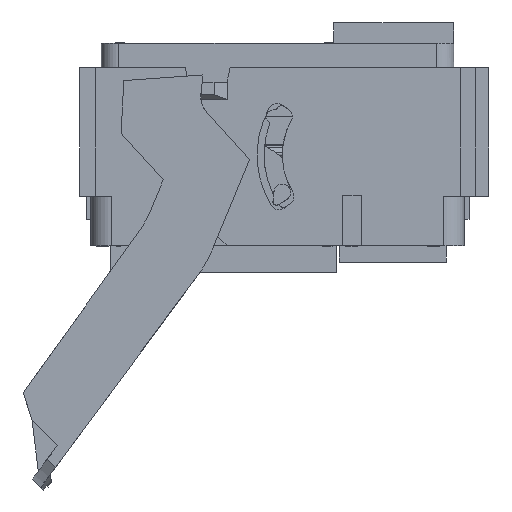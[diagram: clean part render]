
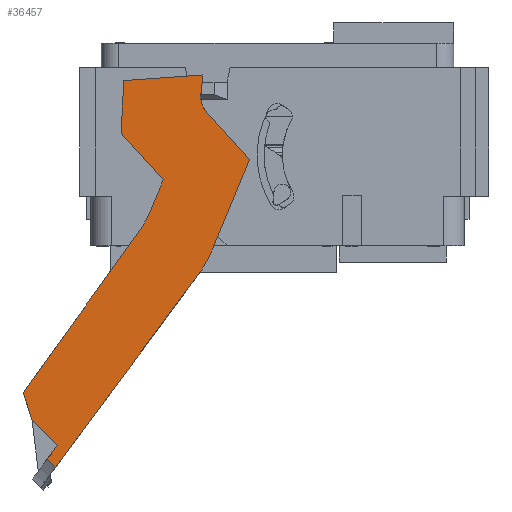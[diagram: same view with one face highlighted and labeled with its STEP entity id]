
A CAD part, front view. The second image highlights one B-rep face of the part: STEP entity #36457.
In plain terms, the highlighted planar face has unit normal (0, -1, 0).
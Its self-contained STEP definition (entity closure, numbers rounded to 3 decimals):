
#31523=FACE_OUTER_BOUND('',#44217,.T.);
#36457=ADVANCED_FACE('',(#31523),#39939,.T.);
#39939=PLANE('',#106001);
#44217=EDGE_LOOP('',(#59971,#59972,#59973,#59974,#59975,#59976,#59977,#59978,
#59979,#59980,#59981,#59982,#59983,#59984,#59985,#59986));
#46988=CIRCLE('',#105951,4.1);
#47002=CIRCLE('',#105999,20.);
#47003=CIRCLE('',#106000,20.);
#59971=ORIENTED_EDGE('',*,*,#81552,.T.);
#59972=ORIENTED_EDGE('',*,*,#81572,.F.);
#59973=ORIENTED_EDGE('',*,*,#81485,.T.);
#59974=ORIENTED_EDGE('',*,*,#81567,.T.);
#59975=ORIENTED_EDGE('',*,*,#81570,.T.);
#59976=ORIENTED_EDGE('',*,*,#81573,.T.);
#59977=ORIENTED_EDGE('',*,*,#81574,.T.);
#59978=ORIENTED_EDGE('',*,*,#81575,.F.);
#59979=ORIENTED_EDGE('',*,*,#81576,.T.);
#59980=ORIENTED_EDGE('',*,*,#81432,.T.);
#59981=ORIENTED_EDGE('',*,*,#81577,.T.);
#59982=ORIENTED_EDGE('',*,*,#81578,.T.);
#59983=ORIENTED_EDGE('',*,*,#81579,.T.);
#59984=ORIENTED_EDGE('',*,*,#81580,.T.);
#59985=ORIENTED_EDGE('',*,*,#81581,.F.);
#59986=ORIENTED_EDGE('',*,*,#81582,.T.);
#72578=VERTEX_POINT('',#140951);
#72579=VERTEX_POINT('',#140953);
#72621=VERTEX_POINT('',#141057);
#72623=VERTEX_POINT('',#141061);
#72670=VERTEX_POINT('',#141196);
#72671=VERTEX_POINT('',#141198);
#72679=VERTEX_POINT('',#141229);
#72682=VERTEX_POINT('',#141242);
#72683=VERTEX_POINT('',#141248);
#72684=VERTEX_POINT('',#141250);
#72685=VERTEX_POINT('',#141252);
#72686=VERTEX_POINT('',#141255);
#72687=VERTEX_POINT('',#141257);
#72688=VERTEX_POINT('',#141259);
#72689=VERTEX_POINT('',#141261);
#72690=VERTEX_POINT('',#141263);
#81432=EDGE_CURVE('',#72579,#72578,#46988,.T.);
#81485=EDGE_CURVE('',#72621,#72623,#90589,.T.);
#81552=EDGE_CURVE('',#72671,#72670,#90656,.T.);
#81567=EDGE_CURVE('',#72623,#72679,#90669,.T.);
#81570=EDGE_CURVE('',#72679,#72682,#90670,.T.);
#81572=EDGE_CURVE('',#72621,#72670,#90672,.T.);
#81573=EDGE_CURVE('',#72682,#72683,#90673,.T.);
#81574=EDGE_CURVE('',#72683,#72684,#47002,.T.);
#81575=EDGE_CURVE('',#72685,#72684,#90674,.T.);
#81576=EDGE_CURVE('',#72685,#72579,#90675,.T.);
#81577=EDGE_CURVE('',#72578,#72686,#90676,.T.);
#81578=EDGE_CURVE('',#72686,#72687,#90677,.T.);
#81579=EDGE_CURVE('',#72687,#72688,#90678,.T.);
#81580=EDGE_CURVE('',#72688,#72689,#90679,.T.);
#81581=EDGE_CURVE('',#72690,#72689,#90680,.T.);
#81582=EDGE_CURVE('',#72690,#72671,#47003,.T.);
#90589=LINE('',#141062,#98894);
#90656=LINE('',#141197,#98961);
#90669=LINE('',#141230,#98974);
#90670=LINE('',#141243,#98975);
#90672=LINE('',#141246,#98978);
#90673=LINE('',#141247,#98979);
#90674=LINE('',#141251,#98980);
#90675=LINE('',#141253,#98981);
#90676=LINE('',#141254,#98982);
#90677=LINE('',#141256,#98983);
#90678=LINE('',#141258,#98984);
#90679=LINE('',#141260,#98985);
#90680=LINE('',#141262,#98986);
#98894=VECTOR('',#120364,1.);
#98961=VECTOR('',#120473,1.);
#98974=VECTOR('',#120492,1.);
#98975=VECTOR('',#120495,1.);
#98978=VECTOR('',#120500,1.);
#98979=VECTOR('',#120501,1.);
#98980=VECTOR('',#120504,1.);
#98981=VECTOR('',#120505,1.);
#98982=VECTOR('',#120506,1.);
#98983=VECTOR('',#120507,1.);
#98984=VECTOR('',#120508,1.);
#98985=VECTOR('',#120509,1.);
#98986=VECTOR('',#120510,1.);
#105951=AXIS2_PLACEMENT_3D('',#140952,#120281,#120282);
#105999=AXIS2_PLACEMENT_3D('',#141249,#120502,#120503);
#106000=AXIS2_PLACEMENT_3D('',#141264,#120511,#120512);
#106001=AXIS2_PLACEMENT_3D('',#141265,#120513,#120514);
#120281=DIRECTION('',(0.,1.,0.));
#120282=DIRECTION('',(-0.982,0.,0.19));
#120364=DIRECTION('',(0.709,0.,-0.705));
#120473=DIRECTION('',(-0.585,0.,-0.811));
#120492=DIRECTION('',(-0.595,0.,-0.803));
#120495=DIRECTION('',(0.709,0.,-0.705));
#120500=DIRECTION('',(-0.294,0.,0.956));
#120501=DIRECTION('',(0.595,0.,0.803));
#120502=DIRECTION('',(0.,-1.,0.));
#120503=DIRECTION('',(-0.982,0.,0.19));
#120504=DIRECTION('',(-0.383,0.,-0.924));
#120505=DIRECTION('',(-0.672,0.,0.741));
#120506=DIRECTION('',(0.104,0.,0.995));
#120507=DIRECTION('',(-0.998,0.,-0.07));
#120508=DIRECTION('',(-0.052,0.,-0.999));
#120509=DIRECTION('',(0.672,0.,-0.741));
#120510=DIRECTION('',(0.383,0.,0.924));
#120511=DIRECTION('',(0.,1.,0.));
#120512=DIRECTION('',(-0.982,0.,0.19));
#120513=DIRECTION('',(0.,-1.,0.));
#120514=DIRECTION('',(0.99,0.,-0.139));
#140951=CARTESIAN_POINT('',(-45.998,-39.286,8.805));
#140952=CARTESIAN_POINT('',(-41.92,-39.286,8.378));
#140953=CARTESIAN_POINT('',(-44.958,-39.286,5.625));
#141057=CARTESIAN_POINT('',(-75.061,-39.286,-47.425));
#141061=CARTESIAN_POINT('',(-70.733,-39.286,-51.725));
#141062=CARTESIAN_POINT('',(-70.733,-39.286,-51.725));
#141196=CARTESIAN_POINT('',(-76.573,-39.286,-42.505));
#141197=CARTESIAN_POINT('',(-53.678,-39.286,-10.777));
#141198=CARTESIAN_POINT('',(-56.907,-39.286,-15.252));
#141229=CARTESIAN_POINT('',(-72.464,-39.286,-54.062));
#141230=CARTESIAN_POINT('',(-39.859,-39.286,-10.06));
#141242=CARTESIAN_POINT('',(-71.045,-39.286,-55.472));
#141243=CARTESIAN_POINT('',(-72.464,-39.286,-54.062));
#141246=CARTESIAN_POINT('',(-70.84,-39.286,-61.156));
#141247=CARTESIAN_POINT('',(-38.268,-39.286,-11.238));
#141248=CARTESIAN_POINT('',(-46.45,-39.286,-22.279));
#141249=CARTESIAN_POINT('',(-62.519,-39.286,-10.371));
#141250=CARTESIAN_POINT('',(-44.041,-39.286,-18.024));
#141251=CARTESIAN_POINT('',(-43.772,-39.286,-17.375));
#141252=CARTESIAN_POINT('',(-37.606,-39.286,-2.487));
#141253=CARTESIAN_POINT('',(-39.59,-39.286,-0.298));
#141254=CARTESIAN_POINT('',(-46.12,-39.286,7.636));
#141255=CARTESIAN_POINT('',(-45.653,-39.286,12.1));
#141256=CARTESIAN_POINT('',(-43.604,-39.286,12.245));
#141257=CARTESIAN_POINT('',(-59.262,-39.286,11.14));
#141258=CARTESIAN_POINT('',(-59.17,-39.286,12.914));
#141259=CARTESIAN_POINT('',(-59.734,-39.286,2.035));
#141260=CARTESIAN_POINT('',(-60.266,-39.286,2.623));
#141261=CARTESIAN_POINT('',(-52.48,-39.286,-5.968));
#141262=CARTESIAN_POINT('',(-51.304,-39.286,-3.129));
#141263=CARTESIAN_POINT('',(-54.648,-39.286,-11.202));
#141264=CARTESIAN_POINT('',(-73.126,-39.286,-3.549));
#141265=CARTESIAN_POINT('',(-46.56,-39.286,-5.094));
